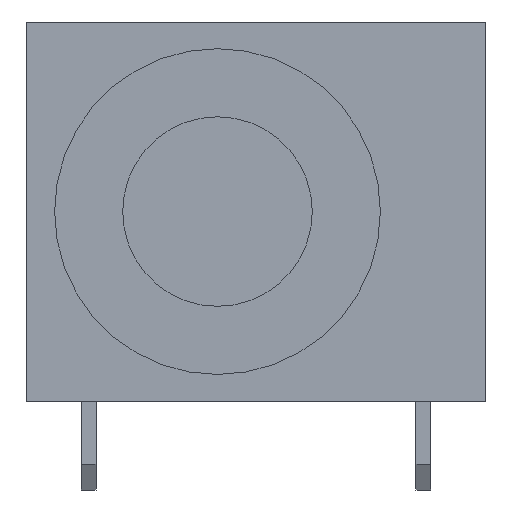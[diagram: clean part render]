
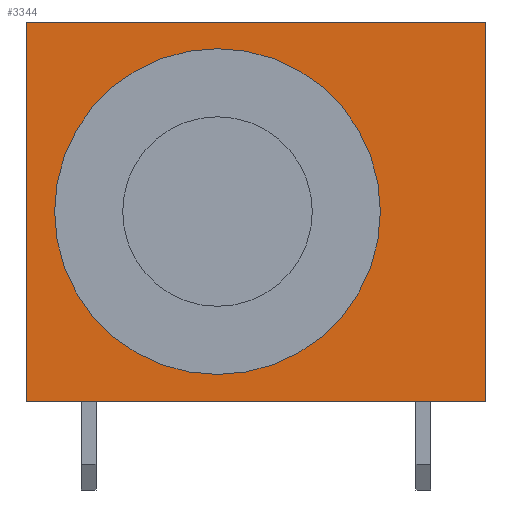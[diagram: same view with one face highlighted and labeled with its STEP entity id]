
A CAD part, left-side view. The second image highlights one B-rep face of the part: STEP entity #3344.
In plain terms, the highlighted planar face has unit normal (-1, 0, 0).
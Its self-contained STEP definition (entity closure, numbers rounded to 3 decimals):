
#99 = EDGE_CURVE ( 'NONE', #4778, #754, #2630, .T. ) ;
#252 = CARTESIAN_POINT ( 'NONE',  ( 0., 0., 0. ) ) ;
#270 = CARTESIAN_POINT ( 'NONE',  ( 0., 9.05, -11.9 ) ) ;
#296 = DIRECTION ( 'NONE',  ( 0., 1., 0. ) ) ;
#511 = DIRECTION ( 'NONE',  ( -1., 0., 0. ) ) ;
#577 = CARTESIAN_POINT ( 'NONE',  ( 0., 15.5, 0. ) ) ;
#579 = LINE ( 'NONE', #1825, #2661 ) ;
#611 = ORIENTED_EDGE ( 'NONE', *, *, #5096, .F. ) ;
#754 = VERTEX_POINT ( 'NONE', #270 ) ;
#811 = EDGE_LOOP ( 'NONE', ( #3297, #3038 ) ) ;
#933 = ORIENTED_EDGE ( 'NONE', *, *, #5027, .F. ) ;
#936 = CARTESIAN_POINT ( 'NONE',  ( 0., 0., 0. ) ) ;
#996 = CARTESIAN_POINT ( 'NONE',  ( 0., 15.5, 0. ) ) ;
#1464 = EDGE_LOOP ( 'NONE', ( #2656, #3266, #611, #933 ) ) ;
#1795 = CARTESIAN_POINT ( 'NONE',  ( 0., 15.5, -12.8 ) ) ;
#1815 = DIRECTION ( 'NONE',  ( -1., 0., 0. ) ) ;
#1825 = CARTESIAN_POINT ( 'NONE',  ( 0., 0., 0. ) ) ;
#1928 = CARTESIAN_POINT ( 'NONE',  ( 0., 9.05, -6.4 ) ) ;
#2243 = FACE_OUTER_BOUND ( 'NONE', #1464, .T. ) ;
#2271 = VECTOR ( 'NONE', #296, 1000. ) ;
#2313 = DIRECTION ( 'NONE',  ( 0., 0., 1. ) ) ;
#2367 = FACE_BOUND ( 'NONE', #811, .T. ) ;
#2524 = LINE ( 'NONE', #4635, #2271 ) ;
#2580 = AXIS2_PLACEMENT_3D ( 'NONE', #2842, #511, #3242 ) ;
#2630 = CIRCLE ( 'NONE', #2580, 5.5 ) ;
#2631 = VERTEX_POINT ( 'NONE', #996 ) ;
#2656 = ORIENTED_EDGE ( 'NONE', *, *, #3446, .F. ) ;
#2661 = VECTOR ( 'NONE', #4596, 1000. ) ;
#2715 = VERTEX_POINT ( 'NONE', #3421 ) ;
#2842 = CARTESIAN_POINT ( 'NONE',  ( 0., 9.05, -6.4 ) ) ;
#2926 = AXIS2_PLACEMENT_3D ( 'NONE', #1928, #4700, #2313 ) ;
#3038 = ORIENTED_EDGE ( 'NONE', *, *, #99, .F. ) ;
#3140 = VECTOR ( 'NONE', #4120, 1000. ) ;
#3144 = VERTEX_POINT ( 'NONE', #936 ) ;
#3204 = EDGE_CURVE ( 'NONE', #3629, #2631, #4192, .T. ) ;
#3242 = DIRECTION ( 'NONE',  ( 0., 0., 1. ) ) ;
#3243 = VECTOR ( 'NONE', #3856, 1000. ) ;
#3266 = ORIENTED_EDGE ( 'NONE', *, *, #3204, .F. ) ;
#3297 = ORIENTED_EDGE ( 'NONE', *, *, #4338, .F. ) ;
#3344 = ADVANCED_FACE ( 'NONE', ( #2243, #2367 ), #4193, .T. ) ;
#3421 = CARTESIAN_POINT ( 'NONE',  ( 0., 0., -12.8 ) ) ;
#3443 = CARTESIAN_POINT ( 'NONE',  ( 0., 0., 0. ) ) ;
#3446 = EDGE_CURVE ( 'NONE', #2631, #3144, #4417, .T. ) ;
#3629 = VERTEX_POINT ( 'NONE', #1795 ) ;
#3796 = CARTESIAN_POINT ( 'NONE',  ( 0., 9.05, -0.9 ) ) ;
#3856 = DIRECTION ( 'NONE',  ( 0., -1., 0. ) ) ;
#4120 = DIRECTION ( 'NONE',  ( 0., 0., 1. ) ) ;
#4192 = LINE ( 'NONE', #577, #3140 ) ;
#4193 = PLANE ( 'NONE',  #4330 ) ;
#4330 = AXIS2_PLACEMENT_3D ( 'NONE', #252, #1815, #4586 ) ;
#4338 = EDGE_CURVE ( 'NONE', #754, #4778, #4717, .T. ) ;
#4417 = LINE ( 'NONE', #3443, #3243 ) ;
#4586 = DIRECTION ( 'NONE',  ( 0., 0., 1. ) ) ;
#4596 = DIRECTION ( 'NONE',  ( 0., 0., -1. ) ) ;
#4635 = CARTESIAN_POINT ( 'NONE',  ( 0., 0., -12.8 ) ) ;
#4700 = DIRECTION ( 'NONE',  ( -1., 0., 0. ) ) ;
#4717 = CIRCLE ( 'NONE', #2926, 5.5 ) ;
#4778 = VERTEX_POINT ( 'NONE', #3796 ) ;
#5027 = EDGE_CURVE ( 'NONE', #3144, #2715, #579, .T. ) ;
#5096 = EDGE_CURVE ( 'NONE', #2715, #3629, #2524, .T. ) ;
